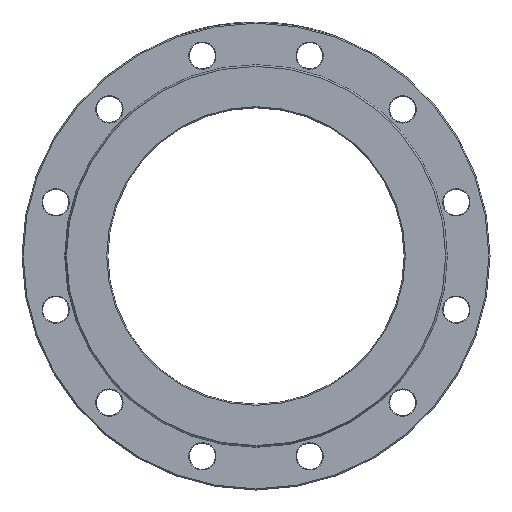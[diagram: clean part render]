
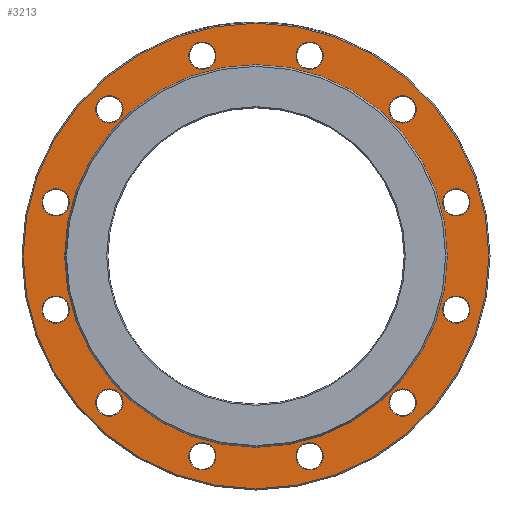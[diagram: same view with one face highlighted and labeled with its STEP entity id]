
A CAD part, left-side view. The second image highlights one B-rep face of the part: STEP entity #3213.
In plain terms, the highlighted planar face has unit normal (-1, 0, 0).
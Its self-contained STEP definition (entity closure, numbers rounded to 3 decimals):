
#1 = EDGE_CURVE ( 'NONE', #2986, #2986, #1246, .T. ) ;
#34 = VERTEX_POINT ( 'NONE', #5579 ) ;
#39 = CIRCLE ( 'NONE', #888, 11.5 ) ;
#103 = DIRECTION ( 'NONE',  ( 0., 0., -1. ) ) ;
#245 = EDGE_CURVE ( 'NONE', #4350, #4350, #1144, .T. ) ;
#318 = DIRECTION ( 'NONE',  ( 0., 0., -1. ) ) ;
#349 = AXIS2_PLACEMENT_3D ( 'NONE', #5626, #3054, #4547 ) ;
#369 = VERTEX_POINT ( 'NONE', #5915 ) ;
#431 = CARTESIAN_POINT ( 'NONE',  ( 3., -56.793, -169.037 ) ) ;
#476 = PLANE ( 'NONE',  #2553 ) ;
#513 = EDGE_LOOP ( 'NONE', ( #1531 ) ) ;
#517 = DIRECTION ( 'NONE',  ( 0., -0.866, 0.5 ) ) ;
#669 = AXIS2_PLACEMENT_3D ( 'NONE', #1969, #2891, #1472 ) ;
#811 = FACE_BOUND ( 'NONE', #6448, .T. ) ;
#877 = DIRECTION ( 'NONE',  ( 0., 0.866, 0.5 ) ) ;
#883 = AXIS2_PLACEMENT_3D ( 'NONE', #6483, #5409, #6454 ) ;
#888 = AXIS2_PLACEMENT_3D ( 'NONE', #2873, #2808, #4325 ) ;
#939 = DIRECTION ( 'NONE',  ( 0., 0., -1. ) ) ;
#963 = EDGE_CURVE ( 'NONE', #369, #369, #3496, .T. ) ;
#978 = AXIS2_PLACEMENT_3D ( 'NONE', #6300, #1796, #3915 ) ;
#1000 = DIRECTION ( 'NONE',  ( 1., 0., 0. ) ) ;
#1024 = EDGE_LOOP ( 'NONE', ( #5251 ) ) ;
#1081 = EDGE_CURVE ( 'NONE', #5425, #5425, #2346, .T. ) ;
#1143 = DIRECTION ( 'NONE',  ( 0., 1., 0. ) ) ;
#1144 = CIRCLE ( 'NONE', #3879, 11.5 ) ;
#1165 = CARTESIAN_POINT ( 'NONE',  ( 3., -45.293, -169.037 ) ) ;
#1199 = CIRCLE ( 'NONE', #6140, 11.5 ) ;
#1237 = EDGE_LOOP ( 'NONE', ( #5003 ) ) ;
#1246 = CIRCLE ( 'NONE', #3549, 11.5 ) ;
#1413 = CIRCLE ( 'NONE', #2781, 11.5 ) ;
#1427 = FACE_BOUND ( 'NONE', #513, .T. ) ;
#1472 = DIRECTION ( 'NONE',  ( 0., 0.5, 0.866 ) ) ;
#1509 = AXIS2_PLACEMENT_3D ( 'NONE', #2589, #4609, #103 ) ;
#1522 = FACE_BOUND ( 'NONE', #1237, .T. ) ;
#1531 = ORIENTED_EDGE ( 'NONE', *, *, #3780, .T. ) ;
#1541 = VERTEX_POINT ( 'NONE', #2101 ) ;
#1574 = VERTEX_POINT ( 'NONE', #5652 ) ;
#1605 = CARTESIAN_POINT ( 'NONE',  ( 3., -117.994, 133.703 ) ) ;
#1606 = EDGE_CURVE ( 'NONE', #3475, #3475, #1629, .T. ) ;
#1629 = CIRCLE ( 'NONE', #2740, 11.5 ) ;
#1640 = CARTESIAN_POINT ( 'NONE',  ( 3., 45.293, 169.037 ) ) ;
#1721 = ORIENTED_EDGE ( 'NONE', *, *, #6267, .F. ) ;
#1796 = DIRECTION ( 'NONE',  ( 1., 0., 0. ) ) ;
#1940 = CARTESIAN_POINT ( 'NONE',  ( 3., 117.994, -133.703 ) ) ;
#1969 = CARTESIAN_POINT ( 'NONE',  ( 3., -123.744, 123.744 ) ) ;
#1974 = DIRECTION ( 'NONE',  ( 1., 0., 0. ) ) ;
#2015 = FACE_BOUND ( 'NONE', #2045, .T. ) ;
#2030 = AXIS2_PLACEMENT_3D ( 'NONE', #3740, #4205, #318 ) ;
#2045 = EDGE_LOOP ( 'NONE', ( #4852 ) ) ;
#2051 = FACE_BOUND ( 'NONE', #2981, .T. ) ;
#2101 = CARTESIAN_POINT ( 'NONE',  ( 3., -169.037, 56.793 ) ) ;
#2136 = VERTEX_POINT ( 'NONE', #4149 ) ;
#2221 = EDGE_LOOP ( 'NONE', ( #5604 ) ) ;
#2292 = ORIENTED_EDGE ( 'NONE', *, *, #2854, .T. ) ;
#2346 = CIRCLE ( 'NONE', #883, 11.5 ) ;
#2354 = CARTESIAN_POINT ( 'NONE',  ( 3., 0., 161.463 ) ) ;
#2368 = EDGE_LOOP ( 'NONE', ( #2609 ) ) ;
#2392 = ORIENTED_EDGE ( 'NONE', *, *, #5869, .T. ) ;
#2445 = FACE_BOUND ( 'NONE', #2368, .T. ) ;
#2492 = EDGE_LOOP ( 'NONE', ( #2392 ) ) ;
#2503 = EDGE_LOOP ( 'NONE', ( #2292 ) ) ;
#2527 = VERTEX_POINT ( 'NONE', #6149 ) ;
#2553 = AXIS2_PLACEMENT_3D ( 'NONE', #3031, #1000, #939 ) ;
#2589 = CARTESIAN_POINT ( 'NONE',  ( 3., 169.037, -45.293 ) ) ;
#2609 = ORIENTED_EDGE ( 'NONE', *, *, #5708, .T. ) ;
#2617 = ORIENTED_EDGE ( 'NONE', *, *, #3825, .T. ) ;
#2646 = DIRECTION ( 'NONE',  ( 1., 0., 0. ) ) ;
#2657 = CIRCLE ( 'NONE', #669, 11.5 ) ;
#2658 = CIRCLE ( 'NONE', #4136, 11.5 ) ;
#2710 = EDGE_LOOP ( 'NONE', ( #2617 ) ) ;
#2740 = AXIS2_PLACEMENT_3D ( 'NONE', #4072, #2646, #517 ) ;
#2781 = AXIS2_PLACEMENT_3D ( 'NONE', #5952, #1974, #4929 ) ;
#2808 = DIRECTION ( 'NONE',  ( 1., 0., 0. ) ) ;
#2812 = EDGE_CURVE ( 'NONE', #1574, #1574, #1413, .T. ) ;
#2818 = EDGE_LOOP ( 'NONE', ( #3736 ) ) ;
#2854 = EDGE_CURVE ( 'NONE', #5026, #5026, #6449, .T. ) ;
#2861 = CIRCLE ( 'NONE', #349, 161.463 ) ;
#2873 = CARTESIAN_POINT ( 'NONE',  ( 3., 45.293, -169.037 ) ) ;
#2891 = DIRECTION ( 'NONE',  ( 1., 0., 0. ) ) ;
#2981 = EDGE_LOOP ( 'NONE', ( #3076 ) ) ;
#2986 = VERTEX_POINT ( 'NONE', #3444 ) ;
#3031 = CARTESIAN_POINT ( 'NONE',  ( 3., 161.463, 0. ) ) ;
#3054 = DIRECTION ( 'NONE',  ( -1., 0., 0. ) ) ;
#3076 = ORIENTED_EDGE ( 'NONE', *, *, #1606, .T. ) ;
#3203 = DIRECTION ( 'NONE',  ( 0., -1., 0. ) ) ;
#3213 = ADVANCED_FACE ( 'NONE', ( #4814, #811, #5467, #2445, #2015, #3428, #6028, #2051, #1522, #1427, #5437, #4941, #3524, #4458 ), #476, .F. ) ;
#3428 = FACE_BOUND ( 'NONE', #2710, .T. ) ;
#3444 = CARTESIAN_POINT ( 'NONE',  ( 3., 56.793, 169.037 ) ) ;
#3475 = VERTEX_POINT ( 'NONE', #4445 ) ;
#3496 = CIRCLE ( 'NONE', #2030, 196.5 ) ;
#3524 = FACE_OUTER_BOUND ( 'NONE', #2818, .T. ) ;
#3549 = AXIS2_PLACEMENT_3D ( 'NONE', #1640, #5646, #1143 ) ;
#3579 = VERTEX_POINT ( 'NONE', #6046 ) ;
#3610 = DIRECTION ( 'NONE',  ( 1., 0., 0. ) ) ;
#3728 = DIRECTION ( 'NONE',  ( 1., 0., 0. ) ) ;
#3736 = ORIENTED_EDGE ( 'NONE', *, *, #963, .T. ) ;
#3740 = CARTESIAN_POINT ( 'NONE',  ( 3., 0., 0. ) ) ;
#3780 = EDGE_CURVE ( 'NONE', #3579, #3579, #39, .T. ) ;
#3825 = EDGE_CURVE ( 'NONE', #1541, #1541, #1199, .T. ) ;
#3875 = ORIENTED_EDGE ( 'NONE', *, *, #4227, .T. ) ;
#3879 = AXIS2_PLACEMENT_3D ( 'NONE', #1165, #4692, #3203 ) ;
#3915 = DIRECTION ( 'NONE',  ( 0., 0.5, -0.866 ) ) ;
#4072 = CARTESIAN_POINT ( 'NONE',  ( 3., -123.744, -123.744 ) ) ;
#4079 = CARTESIAN_POINT ( 'NONE',  ( 3., -174.787, -35.334 ) ) ;
#4136 = AXIS2_PLACEMENT_3D ( 'NONE', #5935, #5373, #877 ) ;
#4149 = CARTESIAN_POINT ( 'NONE',  ( 3., -35.334, 174.787 ) ) ;
#4205 = DIRECTION ( 'NONE',  ( -1., 0., 0. ) ) ;
#4210 = CARTESIAN_POINT ( 'NONE',  ( 3., -169.037, -45.293 ) ) ;
#4213 = VERTEX_POINT ( 'NONE', #2354 ) ;
#4227 = EDGE_CURVE ( 'NONE', #34, #34, #5718, .T. ) ;
#4252 = AXIS2_PLACEMENT_3D ( 'NONE', #4210, #3610, #4639 ) ;
#4325 = DIRECTION ( 'NONE',  ( 0., -0.866, -0.5 ) ) ;
#4350 = VERTEX_POINT ( 'NONE', #431 ) ;
#4445 = CARTESIAN_POINT ( 'NONE',  ( 3., -133.703, -117.994 ) ) ;
#4458 = FACE_BOUND ( 'NONE', #5442, .T. ) ;
#4547 = DIRECTION ( 'NONE',  ( 0., 0., 1. ) ) ;
#4609 = DIRECTION ( 'NONE',  ( 1., 0., 0. ) ) ;
#4639 = DIRECTION ( 'NONE',  ( 0., -0.5, 0.866 ) ) ;
#4692 = DIRECTION ( 'NONE',  ( 1., 0., 0. ) ) ;
#4814 = FACE_BOUND ( 'NONE', #2492, .T. ) ;
#4852 = ORIENTED_EDGE ( 'NONE', *, *, #5102, .T. ) ;
#4929 = DIRECTION ( 'NONE',  ( 0., 0.866, -0.5 ) ) ;
#4941 = FACE_BOUND ( 'NONE', #6235, .T. ) ;
#4959 = CIRCLE ( 'NONE', #978, 11.5 ) ;
#5003 = ORIENTED_EDGE ( 'NONE', *, *, #245, .T. ) ;
#5026 = VERTEX_POINT ( 'NONE', #4079 ) ;
#5058 = VERTEX_POINT ( 'NONE', #1605 ) ;
#5102 = EDGE_CURVE ( 'NONE', #5058, #5058, #2657, .T. ) ;
#5251 = ORIENTED_EDGE ( 'NONE', *, *, #1081, .T. ) ;
#5373 = DIRECTION ( 'NONE',  ( 1., 0., 0. ) ) ;
#5409 = DIRECTION ( 'NONE',  ( 1., 0., 0. ) ) ;
#5425 = VERTEX_POINT ( 'NONE', #1940 ) ;
#5437 = FACE_BOUND ( 'NONE', #1024, .T. ) ;
#5442 = EDGE_LOOP ( 'NONE', ( #1721 ) ) ;
#5467 = FACE_BOUND ( 'NONE', #2221, .T. ) ;
#5579 = CARTESIAN_POINT ( 'NONE',  ( 3., 169.037, -56.793 ) ) ;
#5604 = ORIENTED_EDGE ( 'NONE', *, *, #1, .T. ) ;
#5626 = CARTESIAN_POINT ( 'NONE',  ( 3., 0., 0. ) ) ;
#5628 = CARTESIAN_POINT ( 'NONE',  ( 3., -169.037, 45.293 ) ) ;
#5646 = DIRECTION ( 'NONE',  ( 1., 0., 0. ) ) ;
#5652 = CARTESIAN_POINT ( 'NONE',  ( 3., 133.703, 117.994 ) ) ;
#5708 = EDGE_CURVE ( 'NONE', #2136, #2136, #2658, .T. ) ;
#5718 = CIRCLE ( 'NONE', #1509, 11.5 ) ;
#5728 = DIRECTION ( 'NONE',  ( 0., 0., 1. ) ) ;
#5736 = ORIENTED_EDGE ( 'NONE', *, *, #2812, .T. ) ;
#5869 = EDGE_CURVE ( 'NONE', #2527, #2527, #4959, .T. ) ;
#5915 = CARTESIAN_POINT ( 'NONE',  ( 3., 0., -196.5 ) ) ;
#5935 = CARTESIAN_POINT ( 'NONE',  ( 3., -45.293, 169.037 ) ) ;
#5952 = CARTESIAN_POINT ( 'NONE',  ( 3., 123.744, 123.744 ) ) ;
#6028 = FACE_BOUND ( 'NONE', #2503, .T. ) ;
#6046 = CARTESIAN_POINT ( 'NONE',  ( 3., 35.334, -174.787 ) ) ;
#6140 = AXIS2_PLACEMENT_3D ( 'NONE', #5628, #3728, #5728 ) ;
#6149 = CARTESIAN_POINT ( 'NONE',  ( 3., 174.787, 35.334 ) ) ;
#6235 = EDGE_LOOP ( 'NONE', ( #3875 ) ) ;
#6267 = EDGE_CURVE ( 'NONE', #4213, #4213, #2861, .T. ) ;
#6300 = CARTESIAN_POINT ( 'NONE',  ( 3., 169.037, 45.293 ) ) ;
#6448 = EDGE_LOOP ( 'NONE', ( #5736 ) ) ;
#6449 = CIRCLE ( 'NONE', #4252, 11.5 ) ;
#6454 = DIRECTION ( 'NONE',  ( 0., -0.5, -0.866 ) ) ;
#6483 = CARTESIAN_POINT ( 'NONE',  ( 3., 123.744, -123.744 ) ) ;
